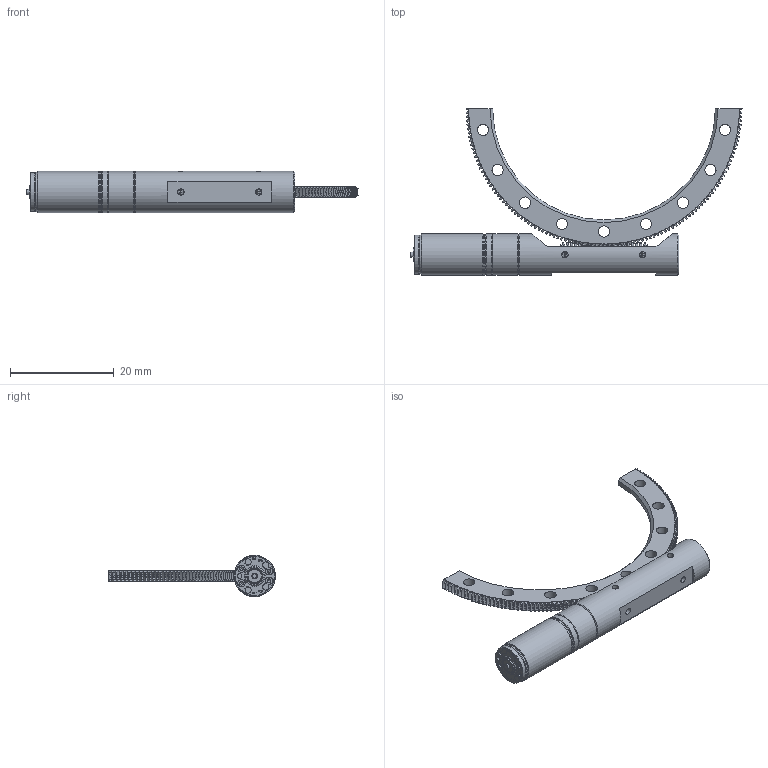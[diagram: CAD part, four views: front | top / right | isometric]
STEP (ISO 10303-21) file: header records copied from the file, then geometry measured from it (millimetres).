
FILE_DESCRIPTION(/* description */ (''),/* implementation_level */ '2;1');
FILE_NAME(/* name */ 'model_product_id132.stp',/* time_stamp */ '2016-07-20T13:53:25+02:00',/* author */ ('SD'),/* organization */ ('Micromotion GmbH Germany'),/* preprocessor_version */ 'ST-DEVELOPER v16.1',/* originating_system */ 'Autodesk Inventor 2016',/* authorisation */ '');
FILE_SCHEMA (('AUTOMOTIVE_DESIGN { 1 0 10303 214 3 1 1 }'));
Length unit declared in the file: millimetre
Products named in the file (1): MHD-8-120-IH-S-SPM0040_Shrinkwrap_1
Bounding box: 64.09 x 32.2 x 8 mm (x, y, z)
Volume: 2616.1 mm3; surface area: 3504.8 mm2
Topology: 11 solids, 11 shells, 1087 faces, 3130 edges, 2078 vertices
Faces by surface type: cone 453, cylinder 392, torus 132, plane 74, bspline 27, sphere 9
Full cylindrical faces by diameter (mm): 0.7 x4, 0.9 x1, 1 x1, 1.221 x4, 1.9 x1, 2 x2, 2.2 x9, 2.652 x2, 2.7 x1, 3 x3, 3.2 x1, 3.348 x2, 4 x3, 5 x1, 7 x1, 7.1 x1, 7.55 x1, 7.6 x1, 7.9 x1, 8 x4
Entity records: 41555 total; most frequent: CARTESIAN_POINT 14697, ORIENTED_EDGE 6040, DIRECTION 4862, EDGE_CURVE 3002, AXIS2_PLACEMENT_3D 2343, VERTEX_POINT 2038, EDGE_LOOP 1234, B_SPLINE_CURVE_WITH_KNOTS 1124
